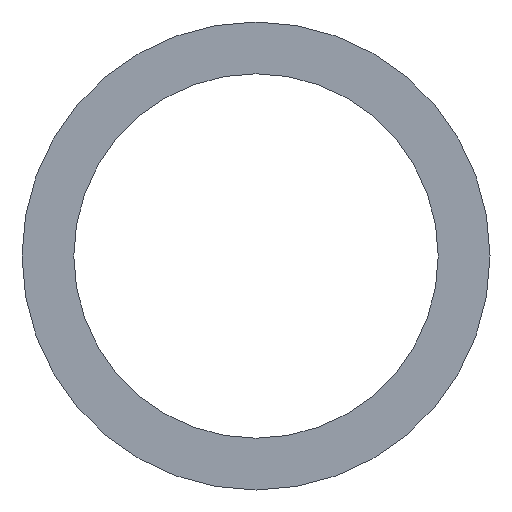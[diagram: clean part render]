
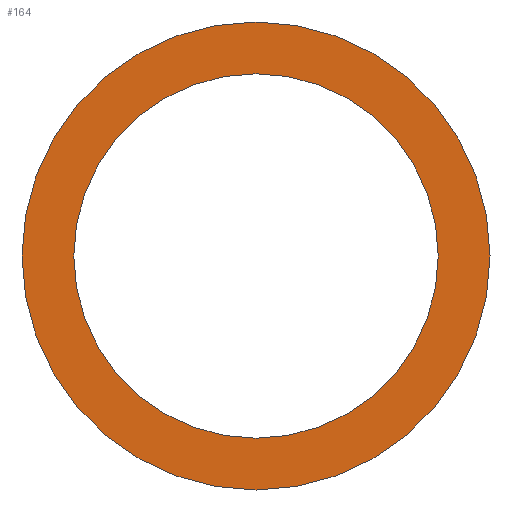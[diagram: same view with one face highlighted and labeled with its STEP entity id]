
A CAD part, left-side view. The second image highlights one B-rep face of the part: STEP entity #164.
In plain terms, the highlighted planar face has unit normal (-1, 0, 0).
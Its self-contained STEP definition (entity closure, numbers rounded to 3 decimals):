
#76 = VERTEX_POINT( '', #189 );
#84 = VERTEX_POINT( '', #197 );
#122 = VERTEX_POINT( '', #242 );
#126 = VERTEX_POINT( '', #247 );
#130 = EDGE_CURVE( '', #76, #126, #251, .T. );
#142 = EDGE_CURVE( '', #84, #122, #263, .T. );
#144 = EDGE_CURVE( '', #122, #84, #265, .T. );
#158 = EDGE_CURVE( '', #126, #76, #282, .T. );
#164 = ADVANCED_FACE( '', ( #288, #289 ), #290, .T. );
#189 = CARTESIAN_POINT( '', ( -155., 241., 0. ) );
#197 = CARTESIAN_POINT( '', ( -155., -187.7, 0. ) );
#242 = CARTESIAN_POINT( '', ( -155., 187.7, 0. ) );
#247 = CARTESIAN_POINT( '', ( -155., -241., 0. ) );
#251 = CIRCLE( '', #382, 241. );
#263 = CIRCLE( '', #400, 187.7 );
#265 = CIRCLE( '', #403, 187.7 );
#282 = CIRCLE( '', #424, 241. );
#288 = FACE_BOUND( '', #431, .T. );
#289 = FACE_OUTER_BOUND( '', #432, .T. );
#290 = PLANE( '', #433 );
#382 = AXIS2_PLACEMENT_3D( '', #529, #530, #531 );
#400 = AXIS2_PLACEMENT_3D( '', #537, #538, #539 );
#403 = AXIS2_PLACEMENT_3D( '', #540, #541, #542 );
#424 = AXIS2_PLACEMENT_3D( '', #563, #564, #565 );
#431 = EDGE_LOOP( '', ( #570, #571 ) );
#432 = EDGE_LOOP( '', ( #572, #573 ) );
#433 = AXIS2_PLACEMENT_3D( '', #574, #575, #576 );
#529 = CARTESIAN_POINT( '', ( -155., 0., 0. ) );
#530 = DIRECTION( '', ( -1., 0., 0. ) );
#531 = DIRECTION( '', ( 0., 1., 0. ) );
#537 = CARTESIAN_POINT( '', ( -155., 0., 0. ) );
#538 = DIRECTION( '', ( -1., 0., 0. ) );
#539 = DIRECTION( '', ( 0., 1., 0. ) );
#540 = CARTESIAN_POINT( '', ( -155., 0., 0. ) );
#541 = DIRECTION( '', ( -1., 0., 0. ) );
#542 = DIRECTION( '', ( 0., 1., 0. ) );
#563 = CARTESIAN_POINT( '', ( -155., 0., 0. ) );
#564 = DIRECTION( '', ( -1., 0., 0. ) );
#565 = DIRECTION( '', ( 0., 1., 0. ) );
#570 = ORIENTED_EDGE( '', *, *, #144, .F. );
#571 = ORIENTED_EDGE( '', *, *, #142, .F. );
#572 = ORIENTED_EDGE( '', *, *, #130, .T. );
#573 = ORIENTED_EDGE( '', *, *, #158, .T. );
#574 = CARTESIAN_POINT( '', ( -155., 214.35, 0. ) );
#575 = DIRECTION( '', ( -1., 0., 0. ) );
#576 = DIRECTION( '', ( 0., 1., 0. ) );
